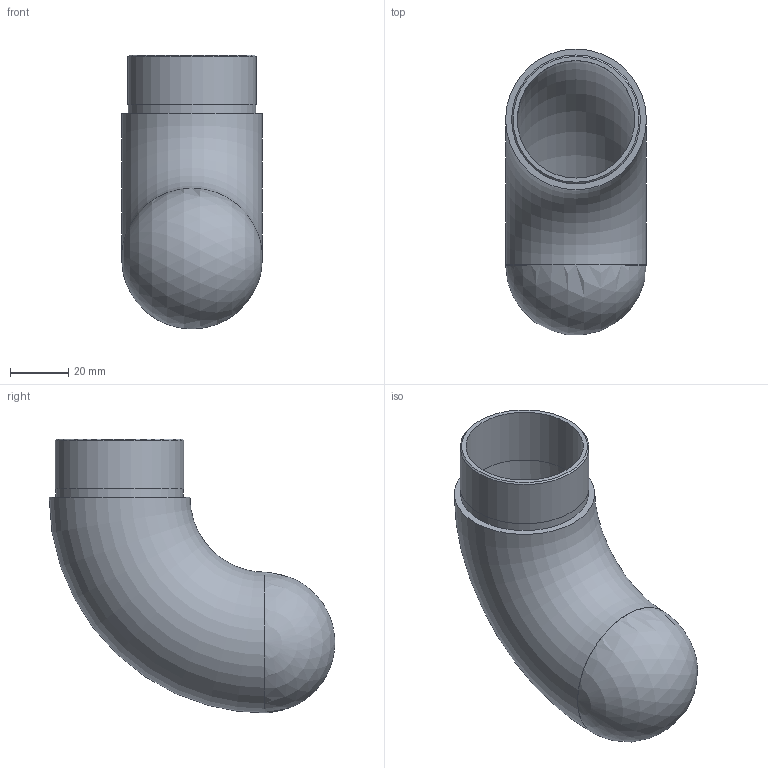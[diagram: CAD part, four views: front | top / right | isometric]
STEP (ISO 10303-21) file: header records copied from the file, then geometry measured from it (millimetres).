
FILE_DESCRIPTION (( 'STEP AP203' ), '1' );
FILE_NAME ('56217-320.step', '2020-03-05T08:36:02', ( '' ), ( '' ), 'SwSTEP 2.0', 'SolidWorks 2015', '' );
FILE_SCHEMA (( 'CONFIG_CONTROL_DESIGN' ));
Length unit declared in the file: millimetre
Products named in the file (2): 56217-320
Bounding box: 48.3 x 98.02 x 94 mm (x, y, z)
Volume: 61059 mm3; surface area: 33911 mm2
Topology: 1 solids, 1 shells, 229 faces, 613 edges, 407 vertices
Faces by surface type: bspline 100, plane 97, cylinder 27, torus 2, sphere 2, cone 1
Full cylindrical faces by diameter (mm): 40.3 x2, 43.8 x1, 44.2 x1, 48.3 x1
Entity records: 11201 total; most frequent: CARTESIAN_POINT 6101, ORIENTED_EDGE 1188, DIRECTION 718, EDGE_CURVE 594, VERTEX_POINT 400, LINE 276, VECTOR 276, EDGE_LOOP 262
